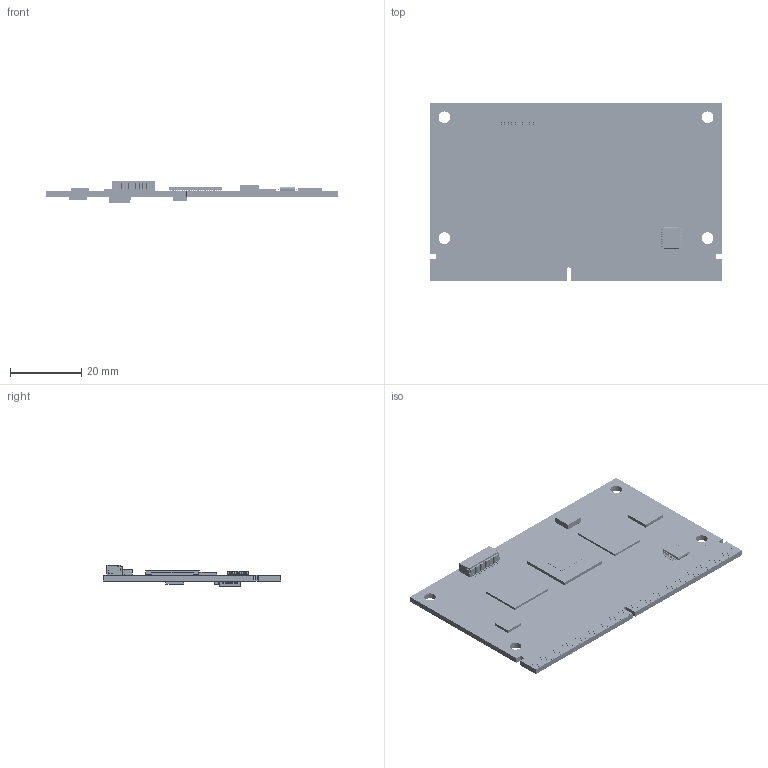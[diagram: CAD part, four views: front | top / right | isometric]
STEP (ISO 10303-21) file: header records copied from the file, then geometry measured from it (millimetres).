
FILE_DESCRIPTION((''),'2;1');
FILE_NAME('000-ASSY_SMARC-IMX8MP_2D_3D_ASM','2022-08-30T',('JOHN_W'),(''),'CREO PARAMETRIC BY PTC INC, 2018360','CREO PARAMETRIC BY PTC INC, 2018360','');
FILE_SCHEMA(('AUTOMOTIVE_DESIGN { 1 0 10303 214 1 1 1 1 }'));
Products named in the file (12): SMARC-IMX8MP; 114136100120-00_WTB_MOR_SH-W-10; 11108ML8DLA0-00_IC_NXP_MIMX8ML8; 1111102432DI0-00_IC_MICRON_MT53; 1117CA9450C8-00_U1201_HVQFN56; 111208211FD8-00_IC_REAL_RTL8211; 111233HTPH28-00_U904_VFQFPN32; 1112SB2514B8-00_IC_MICR_USB2514; 1114CA6408A2-00_IC_TI_S-35390A; 1118FGL201B8-00_PERI_PI6CFGL201; 1111MA1JTDB0-00_U901_FBGA153; 000-ASSY_SMARC-IMX8MP_2D_3D_ASM
Assembly tree (12 placements, depth 2):
  000-ASSY_SMARC-IMX8MP_2D_3D_ASM
    SMARC-IMX8MP
    114136100120-00_WTB_MOR_SH-W-10
    11108ML8DLA0-00_IC_NXP_MIMX8ML8
    1111102432DI0-00_IC_MICRON_MT53
    1117CA9450C8-00_U1201_HVQFN56
    111208211FD8-00_IC_REAL_RTL8211  x2
    111233HTPH28-00_U904_VFQFPN32
    1112SB2514B8-00_IC_MICR_USB2514
    1114CA6408A2-00_IC_TI_S-35390A
    1118FGL201B8-00_PERI_PI6CFGL201
    1111MA1JTDB0-00_U901_FBGA153
Bounding box: 82 x 50 x 6.15 mm (x, y, z)
Volume: 7229.9 mm3; surface area: 11068.8 mm2
Topology: 13 solids, 13 shells, 5705 faces, 15416 edges, 9155 vertices
Faces by surface type: plane 3222, sphere 1850, cylinder 633
Entity records: 199689 total; most frequent: CARTESIAN_POINT 28613, DIRECTION 28304, ORIENTED_EDGE 26116, EDGE_CURVE 13058, AXIS2_PLACEMENT_3D 9919, VERTEX_POINT 8811, VECTOR 8466, LINE 8466
